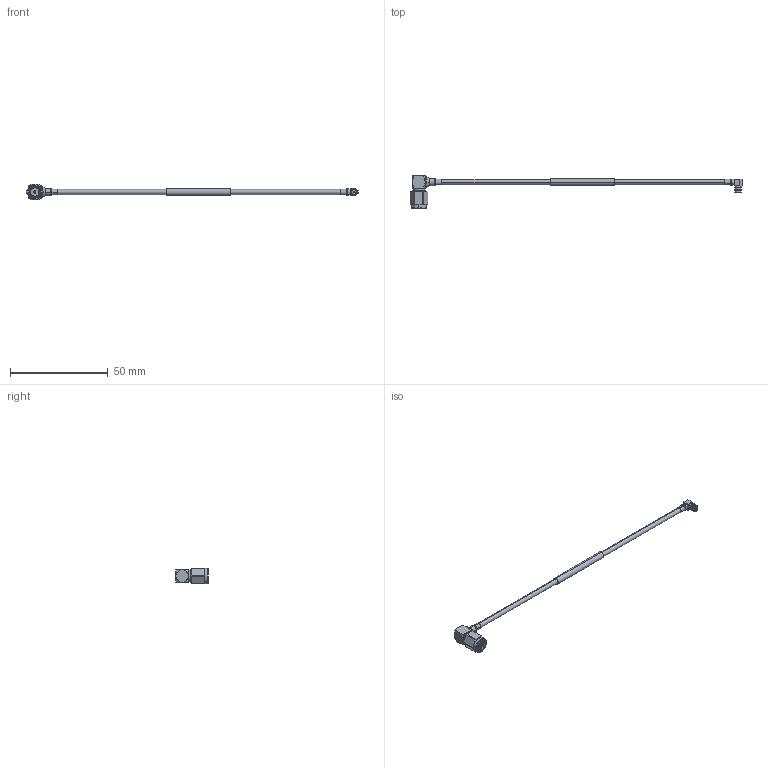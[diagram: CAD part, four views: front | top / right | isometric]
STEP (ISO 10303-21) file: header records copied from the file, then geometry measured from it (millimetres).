
FILE_DESCRIPTION (( 'STEP AP214' ), '1' );
FILE_NAME ('FMC00669_3D.step', '2023-02-23T03:01:47', ( '' ), ( '' ), 'SwSTEP 2.0', 'SolidWorks 2022', '' );
FILE_SCHEMA (( 'AUTOMOTIVE_DESIGN' ));
Length unit declared in the file: inch
Products named in the file (8): Copy of SC7027_3D2^SC7027_FMC00669; FM-SR086TBJ Ø.105 jacket^FMC00669; SC7027^FMC00669; Copy of SC7027_3D1^SC7027_FMC00669; SC5233; FMC00669_3D; heat shrink conn 1^FMC00669_conn 1; heat shrink conn 2^FMC00669_conn 1
Assembly tree (7 placements, depth 3):
  FMC00669_3D
    FM-SR086TBJ Ø.105 jacket^FMC00669
    SC7027^FMC00669
      Copy of SC7027_3D1^SC7027_FMC00669
      Copy of SC7027_3D2^SC7027_FMC00669
    SC5233
    heat shrink conn 1^FMC00669_conn 1
    heat shrink conn 2^FMC00669_conn 1
Bounding box: 170.23 x 16.5 x 8 mm (x, y, z)
Volume: 1760.7 mm3; surface area: 3248.4 mm2
Topology: 10 solids, 10 shells, 472 faces, 1260 edges, 813 vertices
Faces by surface type: plane 187, cylinder 153, cone 109, torus 20, bspline 3
Entity records: 16875 total; most frequent: CARTESIAN_POINT 4785, ORIENTED_EDGE 2512, DIRECTION 2385, EDGE_CURVE 1256, AXIS2_PLACEMENT_3D 902, VERTEX_POINT 811, VECTOR 581, LINE 581
